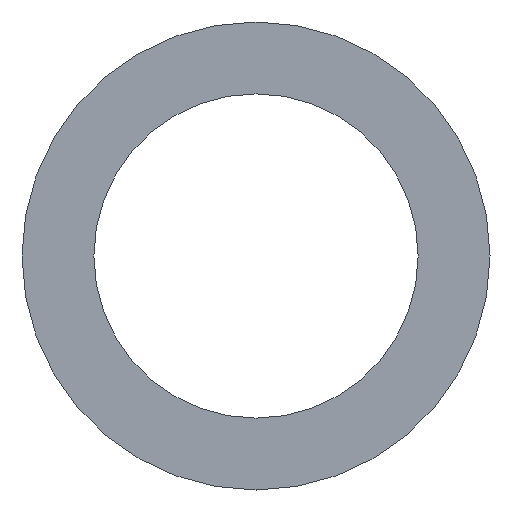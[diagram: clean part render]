
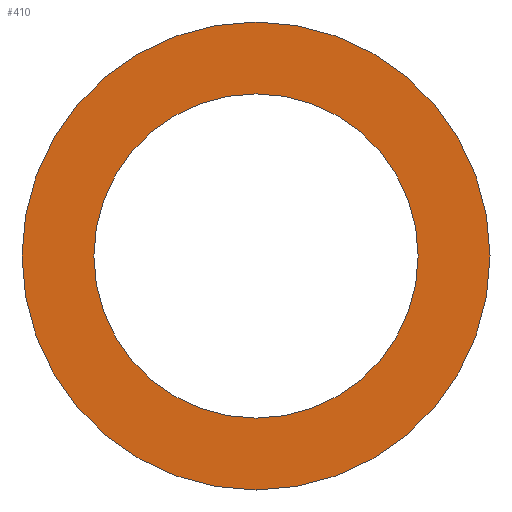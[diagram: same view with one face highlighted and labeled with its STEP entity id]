
A CAD part, front view. The second image highlights one B-rep face of the part: STEP entity #410.
In plain terms, the highlighted planar face has unit normal (0, -1, 0).
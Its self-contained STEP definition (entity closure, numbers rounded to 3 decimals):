
#4 = CARTESIAN_POINT ( 'NONE',  ( 0., 0., 0. ) ) ;
#16 = AXIS2_PLACEMENT_3D ( 'NONE', #4, #175, #98 ) ;
#42 = CIRCLE ( 'NONE', #16, 15.875 ) ;
#46 = DIRECTION ( 'NONE',  ( -1., 0., 0. ) ) ;
#50 = CARTESIAN_POINT ( 'NONE',  ( 15.875, 0., 0. ) ) ;
#97 = DIRECTION ( 'NONE',  ( 0., 1., 0. ) ) ;
#98 = DIRECTION ( 'NONE',  ( -1., 0., 0. ) ) ;
#104 = CARTESIAN_POINT ( 'NONE',  ( 0., 0., 0. ) ) ;
#106 = ORIENTED_EDGE ( 'NONE', *, *, #274, .T. ) ;
#134 = CARTESIAN_POINT ( 'NONE',  ( -15.875, 0., 0. ) ) ;
#142 = DIRECTION ( 'NONE',  ( -1., 0., 0. ) ) ;
#168 = VERTEX_POINT ( 'NONE', #297 ) ;
#170 = VERTEX_POINT ( 'NONE', #390 ) ;
#175 = DIRECTION ( 'NONE',  ( 0., 1., 0. ) ) ;
#191 = DIRECTION ( 'NONE',  ( 0., 1., 0. ) ) ;
#201 = VERTEX_POINT ( 'NONE', #134 ) ;
#219 = CIRCLE ( 'NONE', #314, 11. ) ;
#221 = DIRECTION ( 'NONE',  ( 0., 1., 0. ) ) ;
#253 = AXIS2_PLACEMENT_3D ( 'NONE', #505, #97, #503 ) ;
#255 = PLANE ( 'NONE',  #369 ) ;
#274 = EDGE_CURVE ( 'NONE', #442, #168, #542, .T. ) ;
#297 = CARTESIAN_POINT ( 'NONE',  ( -11., 0., 0. ) ) ;
#314 = AXIS2_PLACEMENT_3D ( 'NONE', #104, #221, #438 ) ;
#325 = EDGE_CURVE ( 'NONE', #201, #170, #42, .T. ) ;
#345 = CARTESIAN_POINT ( 'NONE',  ( 0., 0., 0. ) ) ;
#359 = FACE_OUTER_BOUND ( 'NONE', #493, .T. ) ;
#365 = EDGE_CURVE ( 'NONE', #170, #201, #536, .T. ) ;
#369 = AXIS2_PLACEMENT_3D ( 'NONE', #50, #466, #46 ) ;
#390 = CARTESIAN_POINT ( 'NONE',  ( 15.875, 0., 0. ) ) ;
#407 = ORIENTED_EDGE ( 'NONE', *, *, #427, .T. ) ;
#410 = ADVANCED_FACE ( 'NONE', ( #359, #452 ), #255, .F. ) ;
#414 = ORIENTED_EDGE ( 'NONE', *, *, #325, .F. ) ;
#417 = AXIS2_PLACEMENT_3D ( 'NONE', #345, #191, #142 ) ;
#427 = EDGE_CURVE ( 'NONE', #168, #442, #219, .T. ) ;
#431 = CARTESIAN_POINT ( 'NONE',  ( 11., 0., 0. ) ) ;
#438 = DIRECTION ( 'NONE',  ( -1., 0., 0. ) ) ;
#442 = VERTEX_POINT ( 'NONE', #431 ) ;
#452 = FACE_BOUND ( 'NONE', #459, .T. ) ;
#459 = EDGE_LOOP ( 'NONE', ( #407, #106 ) ) ;
#464 = ORIENTED_EDGE ( 'NONE', *, *, #365, .F. ) ;
#466 = DIRECTION ( 'NONE',  ( 0., 1., 0. ) ) ;
#493 = EDGE_LOOP ( 'NONE', ( #414, #464 ) ) ;
#503 = DIRECTION ( 'NONE',  ( -1., 0., 0. ) ) ;
#505 = CARTESIAN_POINT ( 'NONE',  ( 0., 0., 0. ) ) ;
#536 = CIRCLE ( 'NONE', #253, 15.875 ) ;
#542 = CIRCLE ( 'NONE', #417, 11. ) ;
